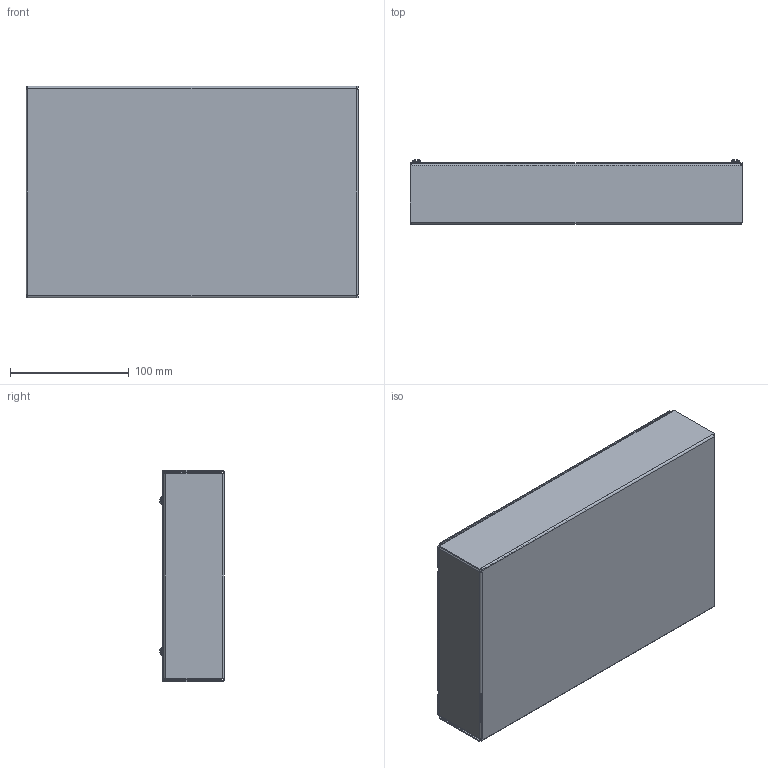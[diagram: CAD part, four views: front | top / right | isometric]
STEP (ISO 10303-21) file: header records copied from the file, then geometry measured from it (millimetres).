
FILE_DESCRIPTION((''),'2;1');
FILE_NAME('1444-1172.iam.stp','2013-07-04T10:04:13',(''),(''),'Autodesk Inventor 2013','Autodesk Inventor 2013','');
FILE_SCHEMA(('AUTOMOTIVE_DESIGN { 1 0 10303 214 1 1 1 1 }'));
Products named in the file (4): 1444-1172; 1434-117; 6-32 (SC18394)
Assembly tree (6 placements, depth 2):
  1444-1172
    1444-1172
    1434-117
    6-32 (SC18394)  x4
Bounding box: 279.4 x 54.34 x 177.8 mm (x, y, z)
Volume: 155806.6 mm3; surface area: 309068.5 mm2
Topology: 6 solids, 6 shells, 248 faces, 618 edges, 386 vertices
Faces by surface type: plane 184, cylinder 40, bspline 16, torus 8
Full cylindrical faces by diameter (mm): 2.946 x4, 3.404 x4, 6.731 x4
Entity records: 5347 total; most frequent: CARTESIAN_POINT 1251, ORIENTED_EDGE 794, DIRECTION 758, EDGE_CURVE 397, VECTOR 310, LINE 310, VERTEX_POINT 245, AXIS2_PLACEMENT_3D 224
